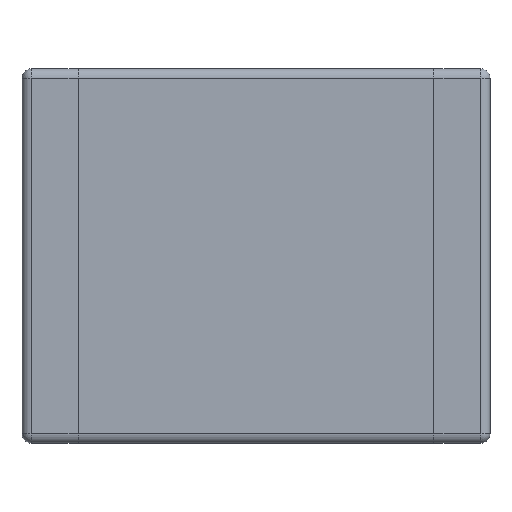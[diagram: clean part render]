
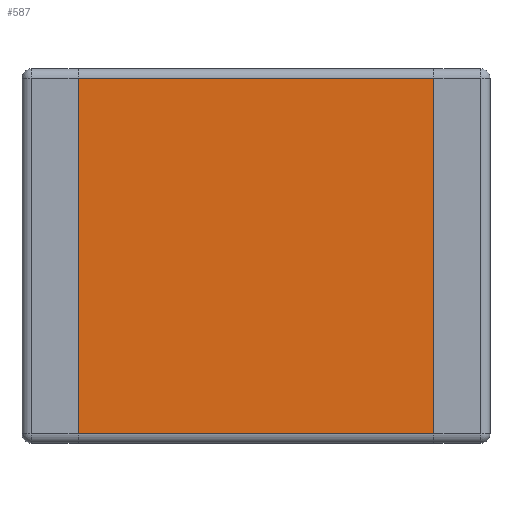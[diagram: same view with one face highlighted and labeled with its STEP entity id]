
A CAD part, front view. The second image highlights one B-rep face of the part: STEP entity #587.
In plain terms, the highlighted planar face has unit normal (0, -1, 0).
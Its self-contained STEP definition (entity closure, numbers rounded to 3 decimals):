
#113=FACE_OUTER_BOUND('',#155,.T.);
#155=EDGE_LOOP('',(#495,#496,#497,#498));
#201=LINE('',#1004,#249);
#202=LINE('',#1017,#250);
#204=LINE('',#1026,#252);
#205=LINE('',#1027,#253);
#249=VECTOR('',#821,1000.);
#250=VECTOR('',#838,1000.);
#252=VECTOR('',#852,1000.);
#253=VECTOR('',#853,1000.);
#295=VERTEX_POINT('',#998);
#297=VERTEX_POINT('',#1002);
#300=VERTEX_POINT('',#1014);
#301=VERTEX_POINT('',#1016);
#361=EDGE_CURVE('',#295,#297,#201,.T.);
#367=EDGE_CURVE('',#301,#300,#202,.T.);
#372=EDGE_CURVE('',#295,#300,#204,.T.);
#373=EDGE_CURVE('',#301,#297,#205,.T.);
#495=ORIENTED_EDGE('',*,*,#372,.F.);
#496=ORIENTED_EDGE('',*,*,#361,.T.);
#497=ORIENTED_EDGE('',*,*,#373,.F.);
#498=ORIENTED_EDGE('',*,*,#367,.T.);
#550=PLANE('',#675);
#587=ADVANCED_FACE('',(#113),#550,.T.);
#675=AXIS2_PLACEMENT_3D('',#1025,#850,#851);
#821=DIRECTION('',(1.,0.,0.));
#838=DIRECTION('',(-1.,0.,0.));
#850=DIRECTION('center_axis',(0.,-1.,0.));
#851=DIRECTION('ref_axis',(0.,0.,-1.));
#852=DIRECTION('',(0.,0.,1.));
#853=DIRECTION('',(0.,0.,-1.));
#998=CARTESIAN_POINT('',(-0.95,0.,-0.95));
#1002=CARTESIAN_POINT('',(0.95,0.,-0.95));
#1004=CARTESIAN_POINT('',(1.25,0.,-0.95));
#1014=CARTESIAN_POINT('',(-0.95,0.,0.95));
#1016=CARTESIAN_POINT('',(0.95,0.,0.95));
#1017=CARTESIAN_POINT('',(-1.25,0.,0.95));
#1025=CARTESIAN_POINT('Origin',(1.25,0.,-1.));
#1026=CARTESIAN_POINT('',(-0.95,0.,-1.));
#1027=CARTESIAN_POINT('',(0.95,0.,-1.));
